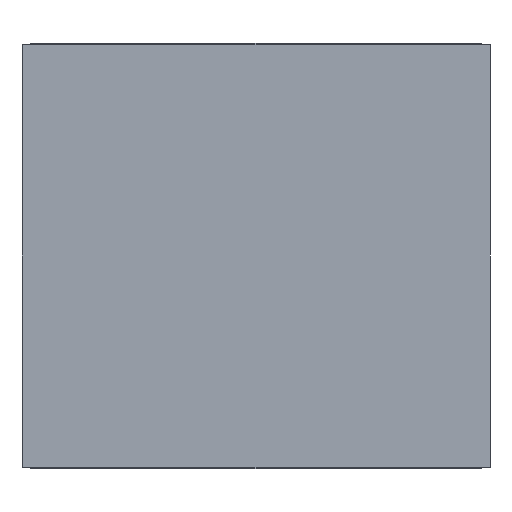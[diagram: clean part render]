
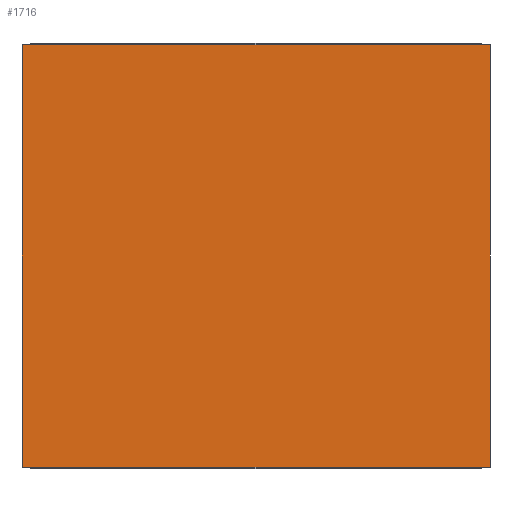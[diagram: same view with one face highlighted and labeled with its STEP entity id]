
A CAD part, front view. The second image highlights one B-rep face of the part: STEP entity #1716.
In plain terms, the highlighted planar face has unit normal (0, -1, 0).
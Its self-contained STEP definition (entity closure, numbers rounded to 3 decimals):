
#33 = CARTESIAN_POINT ( 'NONE',  ( -520., -250., 488. ) ) ;
#54 = LINE ( 'NONE', #2021, #2316 ) ;
#58 = VECTOR ( 'NONE', #783, 1000. ) ;
#60 = CARTESIAN_POINT ( 'NONE',  ( -540., -250., 488. ) ) ;
#74 = DIRECTION ( 'NONE',  ( 1., 0., 0. ) ) ;
#79 = CARTESIAN_POINT ( 'NONE',  ( -500., -250., -488. ) ) ;
#92 = VERTEX_POINT ( 'NONE', #2616 ) ;
#136 = EDGE_CURVE ( 'NONE', #2265, #2404, #2246, .T. ) ;
#181 = VECTOR ( 'NONE', #377, 1000. ) ;
#306 = VERTEX_POINT ( 'NONE', #874 ) ;
#329 = ORIENTED_EDGE ( 'NONE', *, *, #136, .T. ) ;
#358 = VECTOR ( 'NONE', #74, 1000. ) ;
#377 = DIRECTION ( 'NONE',  ( 1., 0., 0. ) ) ;
#379 = CARTESIAN_POINT ( 'NONE',  ( -540., -250., -488. ) ) ;
#521 = ORIENTED_EDGE ( 'NONE', *, *, #1138, .F. ) ;
#527 = FACE_OUTER_BOUND ( 'NONE', #2789, .T. ) ;
#613 = LINE ( 'NONE', #1062, #1742 ) ;
#783 = DIRECTION ( 'NONE',  ( -1., 0., 0. ) ) ;
#800 = LINE ( 'NONE', #379, #181 ) ;
#874 = CARTESIAN_POINT ( 'NONE',  ( -520., -250., -488. ) ) ;
#945 = CARTESIAN_POINT ( 'NONE',  ( 540., -250., 488. ) ) ;
#955 = CARTESIAN_POINT ( 'NONE',  ( 520., -250., 488. ) ) ;
#994 = ORIENTED_EDGE ( 'NONE', *, *, #1014, .F. ) ;
#1014 = EDGE_CURVE ( 'NONE', #1688, #92, #2715, .T. ) ;
#1033 = DIRECTION ( 'NONE',  ( 0., 0., 1. ) ) ;
#1035 = DIRECTION ( 'NONE',  ( 0., 1., 0. ) ) ;
#1038 = CARTESIAN_POINT ( 'NONE',  ( -500., -250., 491. ) ) ;
#1044 = PLANE ( 'NONE',  #1261 ) ;
#1062 = CARTESIAN_POINT ( 'NONE',  ( 540., -250., 488. ) ) ;
#1063 = VERTEX_POINT ( 'NONE', #2195 ) ;
#1076 = DIRECTION ( 'NONE',  ( -1., 0., 0. ) ) ;
#1105 = CARTESIAN_POINT ( 'NONE',  ( 540., -250., -488. ) ) ;
#1138 = EDGE_CURVE ( 'NONE', #2265, #2267, #54, .T. ) ;
#1178 = DIRECTION ( 'NONE',  ( 0., 0., -1. ) ) ;
#1261 = AXIS2_PLACEMENT_3D ( 'NONE', #1038, #1035, #1033 ) ;
#1361 = ORIENTED_EDGE ( 'NONE', *, *, #2343, .T. ) ;
#1374 = CARTESIAN_POINT ( 'NONE',  ( -540., -250., 488. ) ) ;
#1491 = CARTESIAN_POINT ( 'NONE',  ( -540., -250., -488. ) ) ;
#1660 = VECTOR ( 'NONE', #2286, 1000. ) ;
#1688 = VERTEX_POINT ( 'NONE', #1105 ) ;
#1704 = EDGE_CURVE ( 'NONE', #1063, #2812, #613, .T. ) ;
#1716 = ADVANCED_FACE ( 'NONE', ( #527 ), #1044, .F. ) ;
#1742 = VECTOR ( 'NONE', #1076, 1000. ) ;
#1901 = CARTESIAN_POINT ( 'NONE',  ( -500., -250., 488. ) ) ;
#2021 = CARTESIAN_POINT ( 'NONE',  ( -540., -250., 488. ) ) ;
#2035 = DIRECTION ( 'NONE',  ( 1., 0., 0. ) ) ;
#2092 = EDGE_CURVE ( 'NONE', #2404, #306, #800, .T. ) ;
#2123 = ORIENTED_EDGE ( 'NONE', *, *, #2777, .F. ) ;
#2195 = CARTESIAN_POINT ( 'NONE',  ( 540., -250., 488. ) ) ;
#2215 = ORIENTED_EDGE ( 'NONE', *, *, #2241, .T. ) ;
#2241 = EDGE_CURVE ( 'NONE', #306, #92, #2730, .T. ) ;
#2246 = LINE ( 'NONE', #1374, #1660 ) ;
#2265 = VERTEX_POINT ( 'NONE', #60 ) ;
#2267 = VERTEX_POINT ( 'NONE', #33 ) ;
#2286 = DIRECTION ( 'NONE',  ( 0., 0., -1. ) ) ;
#2316 = VECTOR ( 'NONE', #2035, 1000. ) ;
#2318 = CARTESIAN_POINT ( 'NONE',  ( 540., -250., -488. ) ) ;
#2319 = LINE ( 'NONE', #945, #2895 ) ;
#2343 = EDGE_CURVE ( 'NONE', #2812, #2267, #2467, .T. ) ;
#2367 = DIRECTION ( 'NONE',  ( -1., 0., 0. ) ) ;
#2404 = VERTEX_POINT ( 'NONE', #1491 ) ;
#2467 = LINE ( 'NONE', #1901, #58 ) ;
#2472 = ORIENTED_EDGE ( 'NONE', *, *, #2092, .T. ) ;
#2616 = CARTESIAN_POINT ( 'NONE',  ( 520., -250., -488. ) ) ;
#2653 = VECTOR ( 'NONE', #2367, 1000. ) ;
#2659 = ORIENTED_EDGE ( 'NONE', *, *, #1704, .T. ) ;
#2715 = LINE ( 'NONE', #2318, #2653 ) ;
#2730 = LINE ( 'NONE', #79, #358 ) ;
#2777 = EDGE_CURVE ( 'NONE', #1063, #1688, #2319, .T. ) ;
#2789 = EDGE_LOOP ( 'NONE', ( #1361, #521, #329, #2472, #2215, #994, #2123, #2659 ) ) ;
#2812 = VERTEX_POINT ( 'NONE', #955 ) ;
#2895 = VECTOR ( 'NONE', #1178, 1000. ) ;
